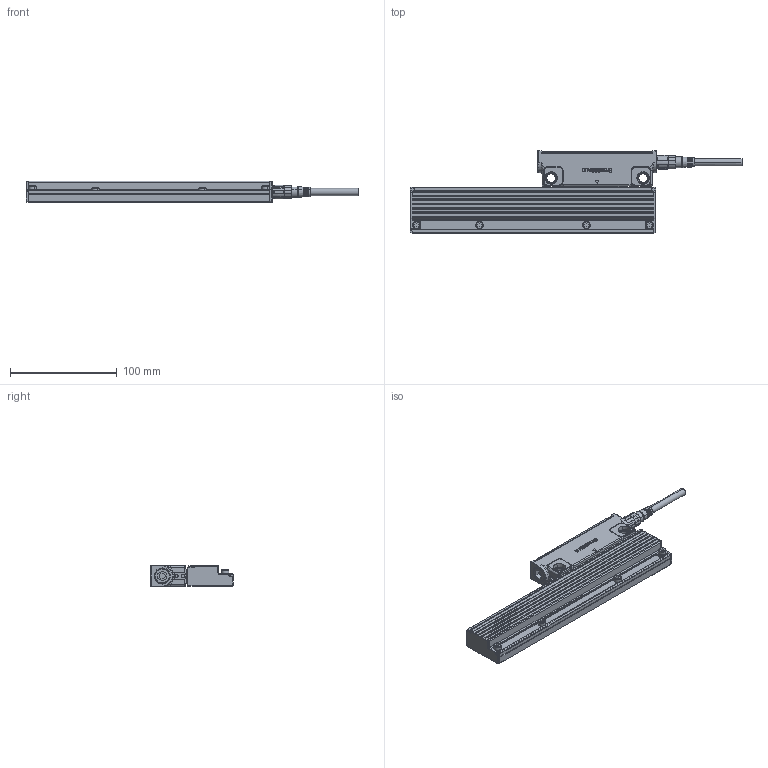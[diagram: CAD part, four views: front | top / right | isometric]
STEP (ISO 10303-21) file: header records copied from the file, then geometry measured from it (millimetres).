
FILE_DESCRIPTION(('CATIA V5 STEP','CAx-IF Rec.Pracs.--- Model Styling and Organization---1.4--- 2014-01-23'),'2;1');
FILE_NAME('SQ57-012-L.stp','2021-01-04T03:48:29+00:00',('none'),('none'),'CATIA Version 5-6 Release 2017 SP5','CATIA V5 STEP AP214','none');
FILE_SCHEMA(('AUTOMOTIVE_DESIGN { 1 0 10303 214 1 1 1 1 }'));
Products named in the file (4): SQ57-012-L; Head ASSY L; Scale cover 120; Scale base 120
Assembly tree (3 placements, depth 2):
  SQ57-012-L
    Head ASSY L
    Scale cover 120
    Scale base 120
Bounding box: 310.5 x 77 x 20 mm (x, y, z)
Volume: 184755.6 mm3; surface area: 107155.7 mm2
Topology: 3 solids, 36 shells, 3793 faces, 10188 edges, 6494 vertices
Faces by surface type: cone 1150, plane 1075, cylinder 833, bspline 515, torus 175, sphere 34, extrusion 11
Entity records: 137744 total; most frequent: CARTESIAN_POINT 52357, ORIENTED_EDGE 20272, DIRECTION 12972, EDGE_CURVE 10136, VERTEX_POINT 6494, AXIS2_PLACEMENT_3D 6382, VECTOR 4208, LINE 4197
